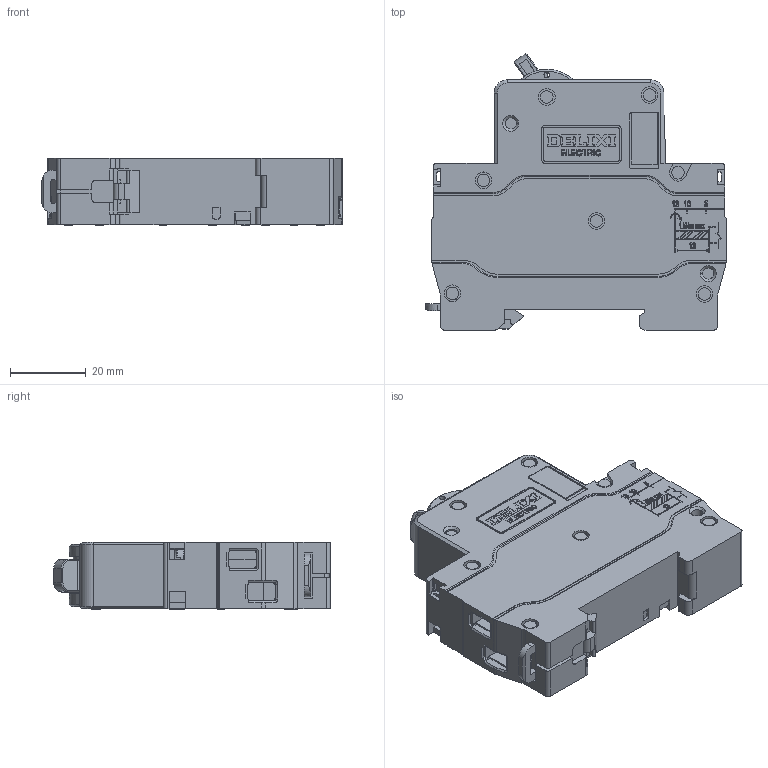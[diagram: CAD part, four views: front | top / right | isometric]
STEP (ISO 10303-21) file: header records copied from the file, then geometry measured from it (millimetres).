
FILE_DESCRIPTION((''),'2;1');
FILE_NAME('2250006100_ASM_SW0002','2019-08-01T',('xiao.wang'),(''),'PRO/ENGINEER BY PARAMETRIC TECHNOLOGY CORPORATION, 2015440','PRO/ENGINEER BY PARAMETRIC TECHNOLOGY CORPORATION, 2015440','');
FILE_SCHEMA(('CONFIG_CONTROL_DESIGN'));
Products named in the file (1): 2250006100_ASM_SW0002
Bounding box: 79.2 x 72.89 x 17.75 mm (x, y, z)
Volume: 66651.5 mm3; surface area: 27688.5 mm2
Topology: 1 solids, 1 shells, 3703 faces, 10424 edges, 6875 vertices
Faces by surface type: plane 2474, cylinder 653, extrusion 326, cone 148, torus 67, bspline 33, sphere 2
Entity records: 123493 total; most frequent: CARTESIAN_POINT 27937, ORIENTED_EDGE 20830, DIRECTION 18291, EDGE_CURVE 10415, VECTOR 7887, LINE 7561, VERTEX_POINT 6877, AXIS2_PLACEMENT_3D 5202
